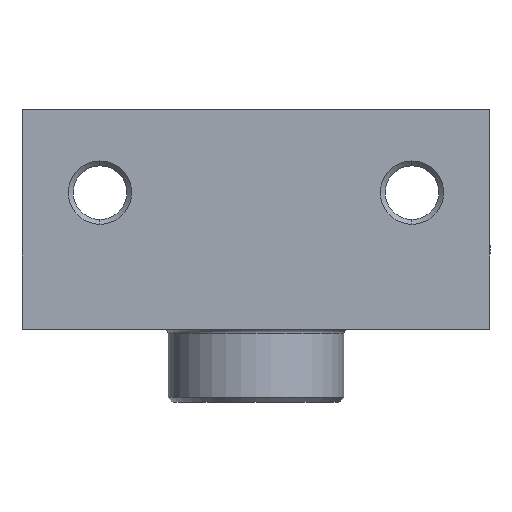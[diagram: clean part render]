
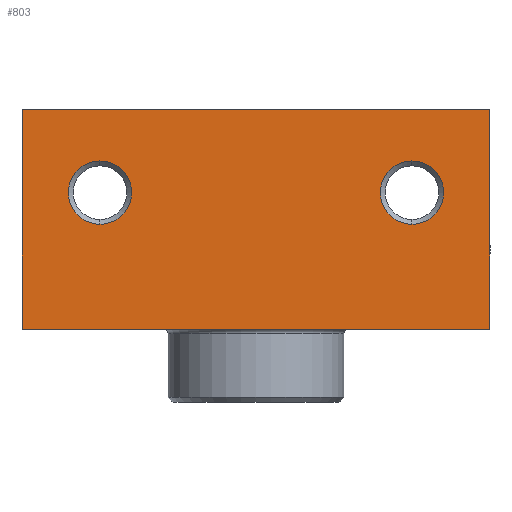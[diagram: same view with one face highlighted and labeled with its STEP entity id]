
A CAD part, front view. The second image highlights one B-rep face of the part: STEP entity #803.
In plain terms, the highlighted planar face has unit normal (0, -1, 0).
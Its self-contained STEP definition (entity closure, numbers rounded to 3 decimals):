
#52 = VERTEX_POINT ( 'NONE', #925 ) ;
#53 = VERTEX_POINT ( 'NONE', #955 ) ;
#62 = EDGE_CURVE ( 'NONE', #53, #52, #1045, .T. ) ;
#68 = EDGE_CURVE ( 'NONE', #1644, #1643, #1057, .T. ) ;
#291 = CARTESIAN_POINT ( 'NONE',  ( -24., -20., -4. ) ) ;
#394 = CARTESIAN_POINT ( 'NONE',  ( 24., -20., -4. ) ) ;
#542 = CARTESIAN_POINT ( 'NONE',  ( 16., -20., 6.75 ) ) ;
#622 = CARTESIAN_POINT ( 'NONE',  ( 16., -20., 13.25 ) ) ;
#754 = EDGE_CURVE ( 'NONE', #1384, #1264, #1503, .T. ) ;
#758 = ORIENTED_EDGE ( 'NONE', *, *, #799, .T. ) ;
#763 = ORIENTED_EDGE ( 'NONE', *, *, #754, .F. ) ;
#765 = EDGE_LOOP ( 'NONE', ( #767, #763, #770, #758 ) ) ;
#767 = ORIENTED_EDGE ( 'NONE', *, *, #828, .T. ) ;
#768 = ORIENTED_EDGE ( 'NONE', *, *, #798, .T. ) ;
#770 = ORIENTED_EDGE ( 'NONE', *, *, #800, .F. ) ;
#782 = VERTEX_POINT ( 'NONE', #1537 ) ;
#798 = EDGE_CURVE ( 'NONE', #52, #53, #1576, .T. ) ;
#799 = EDGE_CURVE ( 'NONE', #1215, #782, #1553, .T. ) ;
#800 = EDGE_CURVE ( 'NONE', #1215, #1384, #1572, .T. ) ;
#801 = EDGE_LOOP ( 'NONE', ( #824, #825 ) ) ;
#803 = ADVANCED_FACE ( 'NONE', ( #1598, #1597, #1595 ), #1776, .F. ) ;
#823 = EDGE_CURVE ( 'NONE', #1643, #1644, #1700, .T. ) ;
#824 = ORIENTED_EDGE ( 'NONE', *, *, #68, .T. ) ;
#825 = ORIENTED_EDGE ( 'NONE', *, *, #823, .T. ) ;
#826 = EDGE_LOOP ( 'NONE', ( #827, #768 ) ) ;
#827 = ORIENTED_EDGE ( 'NONE', *, *, #62, .T. ) ;
#828 = EDGE_CURVE ( 'NONE', #782, #1264, #1693, .T. ) ;
#925 = CARTESIAN_POINT ( 'NONE',  ( -16., -20., 13.25 ) ) ;
#955 = CARTESIAN_POINT ( 'NONE',  ( -16., -20., 6.75 ) ) ;
#1042 = DIRECTION ( 'NONE',  ( 0., 1., 0. ) ) ;
#1044 = DIRECTION ( 'NONE',  ( 0., 0., 1. ) ) ;
#1045 = CIRCLE ( 'NONE', #1076, 3.25 ) ;
#1046 = CARTESIAN_POINT ( 'NONE',  ( 16., -20., 10. ) ) ;
#1050 = DIRECTION ( 'NONE',  ( 0., 0., 1. ) ) ;
#1057 = CIRCLE ( 'NONE', #1064, 3.25 ) ;
#1063 = DIRECTION ( 'NONE',  ( 0., 1., 0. ) ) ;
#1064 = AXIS2_PLACEMENT_3D ( 'NONE', #1046, #1063, #1050 ) ;
#1075 = CARTESIAN_POINT ( 'NONE',  ( -16., -20., 10. ) ) ;
#1076 = AXIS2_PLACEMENT_3D ( 'NONE', #1075, #1042, #1044 ) ;
#1215 = VERTEX_POINT ( 'NONE', #1696 ) ;
#1264 = VERTEX_POINT ( 'NONE', #291 ) ;
#1384 = VERTEX_POINT ( 'NONE', #394 ) ;
#1501 = VECTOR ( 'NONE', #1508, 1000. ) ;
#1503 = LINE ( 'NONE', #1514, #1501 ) ;
#1508 = DIRECTION ( 'NONE',  ( -1., 0., 0. ) ) ;
#1514 = CARTESIAN_POINT ( 'NONE',  ( 24., -20., -4. ) ) ;
#1537 = CARTESIAN_POINT ( 'NONE',  ( -24., -20., 18.5 ) ) ;
#1552 = CARTESIAN_POINT ( 'NONE',  ( 24., -20., 18.5 ) ) ;
#1553 = LINE ( 'NONE', #1552, #1566 ) ;
#1564 = DIRECTION ( 'NONE',  ( 0., 0., -1. ) ) ;
#1565 = DIRECTION ( 'NONE',  ( -1., 0., 0. ) ) ;
#1566 = VECTOR ( 'NONE', #1565, 1000. ) ;
#1570 = CARTESIAN_POINT ( 'NONE',  ( 24., -20., -4. ) ) ;
#1571 = VECTOR ( 'NONE', #1564, 1000. ) ;
#1572 = LINE ( 'NONE', #1570, #1571 ) ;
#1573 = DIRECTION ( 'NONE',  ( 0., 0., 1. ) ) ;
#1574 = DIRECTION ( 'NONE',  ( 0., 1., 0. ) ) ;
#1575 = AXIS2_PLACEMENT_3D ( 'NONE', #1578, #1574, #1573 ) ;
#1576 = CIRCLE ( 'NONE', #1575, 3.25 ) ;
#1578 = CARTESIAN_POINT ( 'NONE',  ( -16., -20., 10. ) ) ;
#1595 = FACE_OUTER_BOUND ( 'NONE', #765, .T. ) ;
#1597 = FACE_BOUND ( 'NONE', #826, .T. ) ;
#1598 = FACE_BOUND ( 'NONE', #801, .T. ) ;
#1643 = VERTEX_POINT ( 'NONE', #622 ) ;
#1644 = VERTEX_POINT ( 'NONE', #542 ) ;
#1684 = VECTOR ( 'NONE', #1688, 1000. ) ;
#1685 = CARTESIAN_POINT ( 'NONE',  ( -24., -20., -4. ) ) ;
#1688 = DIRECTION ( 'NONE',  ( 0., 0., -1. ) ) ;
#1689 = DIRECTION ( 'NONE',  ( 0., 1., 0. ) ) ;
#1690 = CARTESIAN_POINT ( 'NONE',  ( 16., -20., 10. ) ) ;
#1691 = AXIS2_PLACEMENT_3D ( 'NONE', #1690, #1689, #1699 ) ;
#1693 = LINE ( 'NONE', #1685, #1684 ) ;
#1696 = CARTESIAN_POINT ( 'NONE',  ( 24., -20., 18.5 ) ) ;
#1699 = DIRECTION ( 'NONE',  ( 0., 0., 1. ) ) ;
#1700 = CIRCLE ( 'NONE', #1691, 3.25 ) ;
#1764 = DIRECTION ( 'NONE',  ( 0., 0., 1. ) ) ;
#1765 = DIRECTION ( 'NONE',  ( 0., 1., 0. ) ) ;
#1766 = CARTESIAN_POINT ( 'NONE',  ( 24., -20., -4. ) ) ;
#1767 = AXIS2_PLACEMENT_3D ( 'NONE', #1766, #1765, #1764 ) ;
#1776 = PLANE ( 'NONE',  #1767 ) ;
